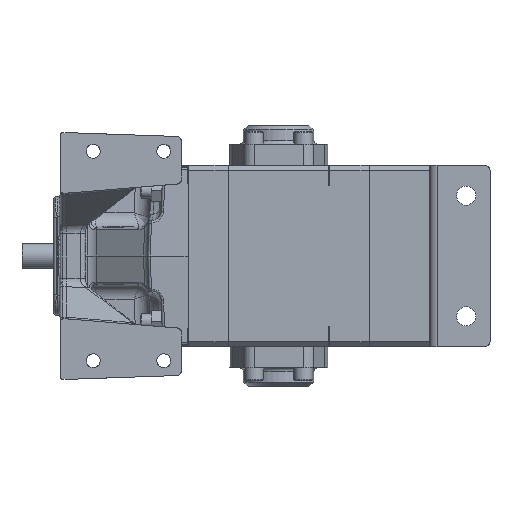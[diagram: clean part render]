
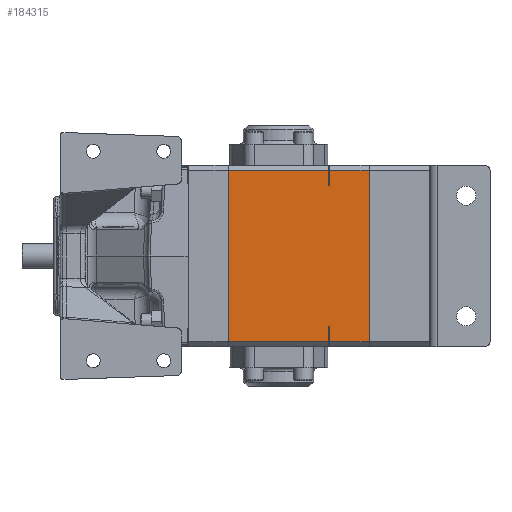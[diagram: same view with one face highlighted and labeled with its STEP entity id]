
A CAD part, front view. The second image highlights one B-rep face of the part: STEP entity #184315.
In plain terms, the highlighted planar face has unit normal (0, -1, 0).
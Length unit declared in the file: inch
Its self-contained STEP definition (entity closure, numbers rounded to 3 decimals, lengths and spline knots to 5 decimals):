
#1492 = ORIENTED_EDGE ( 'NONE', *, *, #25470, .T. ) ;
#5158 = VERTEX_POINT ( 'NONE', #27955 ) ;
#7679 = VECTOR ( 'NONE', #157982, 39.37008 ) ;
#10645 = ORIENTED_EDGE ( 'NONE', *, *, #140278, .T. ) ;
#11381 = DIRECTION ( 'NONE',  ( -1., 0., 0. ) ) ;
#13452 = ORIENTED_EDGE ( 'NONE', *, *, #90744, .F. ) ;
#14997 = LINE ( 'NONE', #138283, #139796 ) ;
#16248 = DIRECTION ( 'NONE',  ( -1., 0., 0. ) ) ;
#17749 = VERTEX_POINT ( 'NONE', #197261 ) ;
#19745 = VECTOR ( 'NONE', #97618, 39.37008 ) ;
#24005 = VECTOR ( 'NONE', #191088, 39.37008 ) ;
#25470 = EDGE_CURVE ( 'NONE', #17749, #174402, #159437, .T. ) ;
#27955 = CARTESIAN_POINT ( 'NONE',  ( 2.0115, -6., 3.47948 ) ) ;
#28425 = VERTEX_POINT ( 'NONE', #42017 ) ;
#31566 = VERTEX_POINT ( 'NONE', #145157 ) ;
#31932 = CARTESIAN_POINT ( 'NONE',  ( 2.0115, -6., -3.47948 ) ) ;
#32654 = EDGE_CURVE ( 'NONE', #151039, #31566, #171669, .T. ) ;
#37535 = EDGE_CURVE ( 'NONE', #95991, #151039, #91142, .T. ) ;
#38975 = EDGE_CURVE ( 'NONE', #5158, #66721, #60014, .T. ) ;
#42017 = CARTESIAN_POINT ( 'NONE',  ( 8.993, -6., -4.25 ) ) ;
#42124 = EDGE_CURVE ( 'NONE', #114983, #163660, #143043, .T. ) ;
#43896 = EDGE_CURVE ( 'NONE', #61079, #95991, #14997, .T. ) ;
#47870 = VECTOR ( 'NONE', #192870, 39.37008 ) ;
#47880 = ORIENTED_EDGE ( 'NONE', *, *, #100206, .F. ) ;
#49600 = EDGE_CURVE ( 'NONE', #163660, #111660, #87878, .T. ) ;
#51803 = CARTESIAN_POINT ( 'NONE',  ( 8.993, -6., -4.25 ) ) ;
#53549 = VECTOR ( 'NONE', #120582, 39.37008 ) ;
#57155 = ORIENTED_EDGE ( 'NONE', *, *, #182506, .F. ) ;
#59644 = ORIENTED_EDGE ( 'NONE', *, *, #32654, .F. ) ;
#59978 = CARTESIAN_POINT ( 'NONE',  ( 7.0115, -6., 4.54 ) ) ;
#60014 = LINE ( 'NONE', #139089, #179743 ) ;
#60495 = CARTESIAN_POINT ( 'NONE',  ( 6.9815, -6., 4.54 ) ) ;
#61079 = VERTEX_POINT ( 'NONE', #192665 ) ;
#61224 = VERTEX_POINT ( 'NONE', #68717 ) ;
#66463 = CARTESIAN_POINT ( 'NONE',  ( 6.9815, -6., 3.47948 ) ) ;
#66721 = VERTEX_POINT ( 'NONE', #97143 ) ;
#67079 = EDGE_LOOP ( 'NONE', ( #57155, #165782, #59644, #144009, #209741, #117967, #165136, #210844, #210320, #191027, #13452, #1492, #142080, #47880, #131852, #10645 ) ) ;
#68717 = CARTESIAN_POINT ( 'NONE',  ( 6.9815, -6., -3.47948 ) ) ;
#71488 = VECTOR ( 'NONE', #151402, 39.37008 ) ;
#73313 = CARTESIAN_POINT ( 'NONE',  ( 7.0115, -6., 3.47948 ) ) ;
#73772 = CARTESIAN_POINT ( 'NONE',  ( 9.0865, -6., 4.54 ) ) ;
#77093 = CARTESIAN_POINT ( 'NONE',  ( 2.0115, -6., 3.47948 ) ) ;
#78298 = CARTESIAN_POINT ( 'NONE',  ( 9.0865, -6., -4.25 ) ) ;
#84384 = EDGE_CURVE ( 'NONE', #197864, #92443, #167433, .T. ) ;
#84739 = EDGE_CURVE ( 'NONE', #61224, #174402, #175916, .T. ) ;
#85046 = VECTOR ( 'NONE', #125385, 39.37008 ) ;
#85301 = LINE ( 'NONE', #147039, #166827 ) ;
#87878 = LINE ( 'NONE', #197437, #174564 ) ;
#90145 = DIRECTION ( 'NONE',  ( 0., 0., 1. ) ) ;
#90744 = EDGE_CURVE ( 'NONE', #17749, #114983, #210573, .T. ) ;
#91142 = LINE ( 'NONE', #176442, #47870 ) ;
#92443 = VERTEX_POINT ( 'NONE', #198675 ) ;
#95991 = VERTEX_POINT ( 'NONE', #66463 ) ;
#96876 = LINE ( 'NONE', #185457, #53549 ) ;
#97143 = CARTESIAN_POINT ( 'NONE',  ( 2.0115, -6., 4.25 ) ) ;
#97618 = DIRECTION ( 'NONE',  ( 0., 0., 1. ) ) ;
#97677 = CARTESIAN_POINT ( 'NONE',  ( 1.9985, -6., 3.47948 ) ) ;
#99010 = CARTESIAN_POINT ( 'NONE',  ( 8.993, -6., 4.25 ) ) ;
#99799 = DIRECTION ( 'NONE',  ( 0., 0., 1. ) ) ;
#100206 = EDGE_CURVE ( 'NONE', #92443, #61224, #101789, .T. ) ;
#101789 = LINE ( 'NONE', #206617, #188551 ) ;
#103557 = EDGE_CURVE ( 'NONE', #61079, #66721, #85301, .T. ) ;
#105478 = CARTESIAN_POINT ( 'NONE',  ( 6.9815, -6., -4.25 ) ) ;
#107464 = DIRECTION ( 'NONE',  ( 0., 0., 1. ) ) ;
#111122 = AXIS2_PLACEMENT_3D ( 'NONE', #73772, #187756, #90145 ) ;
#111660 = VERTEX_POINT ( 'NONE', #97677 ) ;
#114983 = VERTEX_POINT ( 'NONE', #138576 ) ;
#117967 = ORIENTED_EDGE ( 'NONE', *, *, #103557, .T. ) ;
#119836 = LINE ( 'NONE', #51803, #71488 ) ;
#120582 = DIRECTION ( 'NONE',  ( -1., 0., 0. ) ) ;
#120876 = LINE ( 'NONE', #78298, #207667 ) ;
#125385 = DIRECTION ( 'NONE',  ( 0., 0., 1. ) ) ;
#128250 = EDGE_CURVE ( 'NONE', #111660, #5158, #148866, .T. ) ;
#131852 = ORIENTED_EDGE ( 'NONE', *, *, #84384, .F. ) ;
#137894 = VECTOR ( 'NONE', #16248, 39.37008 ) ;
#138283 = CARTESIAN_POINT ( 'NONE',  ( 6.9815, -6., 4.54 ) ) ;
#138576 = CARTESIAN_POINT ( 'NONE',  ( 2.0115, -6., -3.47948 ) ) ;
#139089 = CARTESIAN_POINT ( 'NONE',  ( 2.0115, -6., 4.54 ) ) ;
#139796 = VECTOR ( 'NONE', #142709, 39.37008 ) ;
#140278 = EDGE_CURVE ( 'NONE', #197864, #28425, #120876, .T. ) ;
#142080 = ORIENTED_EDGE ( 'NONE', *, *, #84739, .F. ) ;
#142709 = DIRECTION ( 'NONE',  ( 0., 0., -1. ) ) ;
#143043 = LINE ( 'NONE', #31932, #137894 ) ;
#144009 = ORIENTED_EDGE ( 'NONE', *, *, #37535, .F. ) ;
#145157 = CARTESIAN_POINT ( 'NONE',  ( 7.0115, -6., 4.25 ) ) ;
#145753 = CARTESIAN_POINT ( 'NONE',  ( 7.0115, -6., -4.25 ) ) ;
#147039 = CARTESIAN_POINT ( 'NONE',  ( 1.9965, -6., 4.25 ) ) ;
#148866 = LINE ( 'NONE', #77093, #24005 ) ;
#151039 = VERTEX_POINT ( 'NONE', #73313 ) ;
#151402 = DIRECTION ( 'NONE',  ( 0., 0., -1. ) ) ;
#154282 = VECTOR ( 'NONE', #191923, 39.37008 ) ;
#155930 = CARTESIAN_POINT ( 'NONE',  ( 2.0115, -6., 4.54 ) ) ;
#156186 = DIRECTION ( 'NONE',  ( 0., 0., 1. ) ) ;
#157518 = CARTESIAN_POINT ( 'NONE',  ( 1.9985, -6., -3.47948 ) ) ;
#157982 = DIRECTION ( 'NONE',  ( 0., 0., -1. ) ) ;
#159437 = LINE ( 'NONE', #172652, #154282 ) ;
#161001 = VERTEX_POINT ( 'NONE', #99010 ) ;
#163433 = DIRECTION ( 'NONE',  ( -1., 0., 0. ) ) ;
#163660 = VERTEX_POINT ( 'NONE', #157518 ) ;
#165136 = ORIENTED_EDGE ( 'NONE', *, *, #38975, .F. ) ;
#165782 = ORIENTED_EDGE ( 'NONE', *, *, #187732, .T. ) ;
#166827 = VECTOR ( 'NONE', #163433, 39.37008 ) ;
#167433 = LINE ( 'NONE', #195258, #19745 ) ;
#167573 = PLANE ( 'NONE',  #111122 ) ;
#171669 = LINE ( 'NONE', #59978, #85046 ) ;
#172652 = CARTESIAN_POINT ( 'NONE',  ( 6.9965, -6., -4.25 ) ) ;
#174402 = VERTEX_POINT ( 'NONE', #105478 ) ;
#174564 = VECTOR ( 'NONE', #99799, 39.37008 ) ;
#175916 = LINE ( 'NONE', #60495, #7679 ) ;
#176442 = CARTESIAN_POINT ( 'NONE',  ( 7.0115, -6., 3.47948 ) ) ;
#179743 = VECTOR ( 'NONE', #156186, 39.37008 ) ;
#182506 = EDGE_CURVE ( 'NONE', #161001, #28425, #119836, .T. ) ;
#184315 = ADVANCED_FACE ( 'NONE', ( #203152 ), #167573, .F. ) ;
#185457 = CARTESIAN_POINT ( 'NONE',  ( 9.0865, -6., 4.25 ) ) ;
#187732 = EDGE_CURVE ( 'NONE', #161001, #31566, #96876, .T. ) ;
#187756 = DIRECTION ( 'NONE',  ( 0., 1., 0. ) ) ;
#188551 = VECTOR ( 'NONE', #11381, 39.37008 ) ;
#191027 = ORIENTED_EDGE ( 'NONE', *, *, #42124, .F. ) ;
#191088 = DIRECTION ( 'NONE',  ( 1., 0., 0. ) ) ;
#191923 = DIRECTION ( 'NONE',  ( 1., 0., 0. ) ) ;
#192290 = DIRECTION ( 'NONE',  ( 1., 0., 0. ) ) ;
#192665 = CARTESIAN_POINT ( 'NONE',  ( 6.9815, -6., 4.25 ) ) ;
#192870 = DIRECTION ( 'NONE',  ( 1., 0., 0. ) ) ;
#195258 = CARTESIAN_POINT ( 'NONE',  ( 7.0115, -6., 4.54 ) ) ;
#197261 = CARTESIAN_POINT ( 'NONE',  ( 2.0115, -6., -4.25 ) ) ;
#197437 = CARTESIAN_POINT ( 'NONE',  ( 1.9985, -6., 4.54 ) ) ;
#197864 = VERTEX_POINT ( 'NONE', #145753 ) ;
#198675 = CARTESIAN_POINT ( 'NONE',  ( 7.0115, -6., -3.47948 ) ) ;
#203152 = FACE_OUTER_BOUND ( 'NONE', #67079, .T. ) ;
#205418 = VECTOR ( 'NONE', #107464, 39.37008 ) ;
#206617 = CARTESIAN_POINT ( 'NONE',  ( 7.0115, -6., -3.47948 ) ) ;
#207667 = VECTOR ( 'NONE', #192290, 39.37008 ) ;
#209741 = ORIENTED_EDGE ( 'NONE', *, *, #43896, .F. ) ;
#210320 = ORIENTED_EDGE ( 'NONE', *, *, #49600, .F. ) ;
#210573 = LINE ( 'NONE', #155930, #205418 ) ;
#210844 = ORIENTED_EDGE ( 'NONE', *, *, #128250, .F. ) ;
